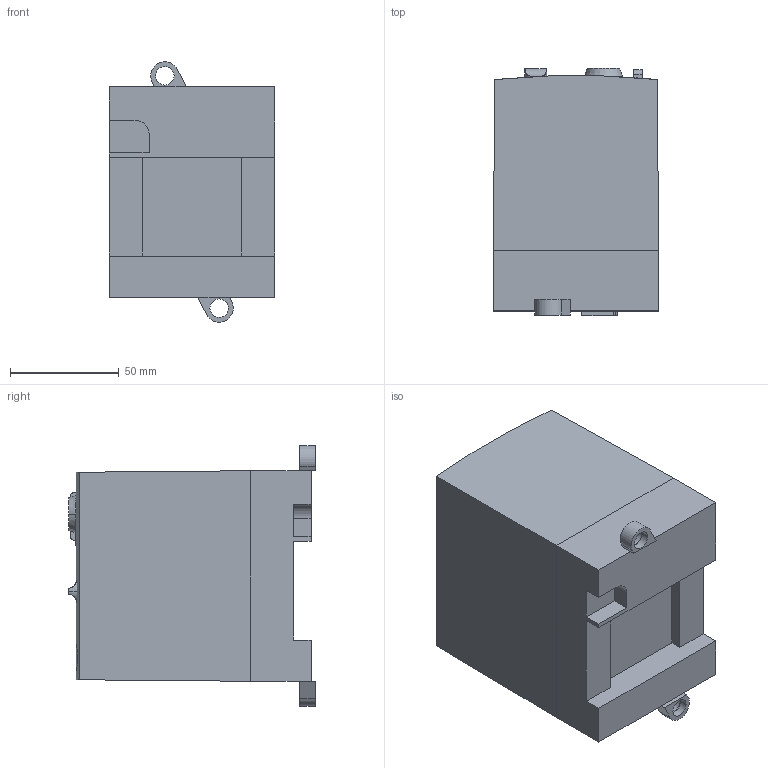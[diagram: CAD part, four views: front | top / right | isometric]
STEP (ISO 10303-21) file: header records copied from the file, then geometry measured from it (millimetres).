
FILE_DESCRIPTION(('CATIA V5 STEP Exchange'),'2;1');
FILE_NAME('1SDH001295R0057_1PA_001_00_XT1_3P_4P_PLUG-IN_MOD.stp','2014-11-11T15:19:55+00:00',('none'),('none'),'CATIA Version 5 Release 20 SP 1 (IN-10)','CATIA V5 STEP AP214','none');
FILE_SCHEMA(('AUTOMOTIVE_DESIGN { 1 0 10303 214 1 1 1 1 }'));
Length unit declared in the file: millimetre
Products named in the file (1): 1SDH001295R0057_1PA_001_00_XT1_3P_4P_PLUG-IN_MOD
Bounding box: 76.2 x 113.7 x 119.98 mm (x, y, z)
Volume: 749223.6 mm3; surface area: 54583.1 mm2
Topology: 1 solids, 1 shells, 63 faces, 159 edges, 104 vertices
Faces by surface type: plane 42, cylinder 19, cone 2
Entity records: 2355 total; most frequent: CARTESIAN_POINT 454, ORIENTED_EDGE 318, DIRECTION 243, EDGE_CURVE 159, VECTOR 111, LINE 111, VERTEX_POINT 104, AXIS2_PLACEMENT_3D 85
